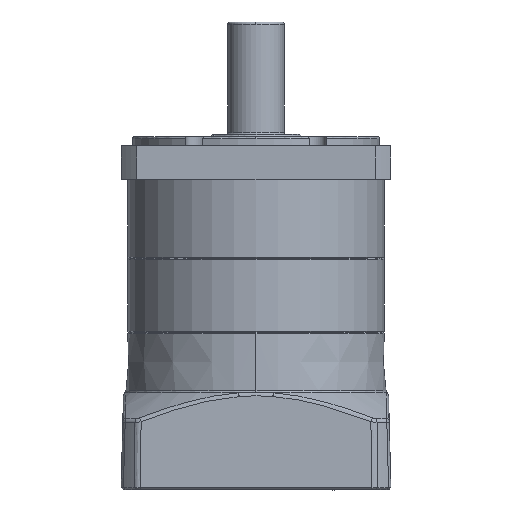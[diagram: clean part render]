
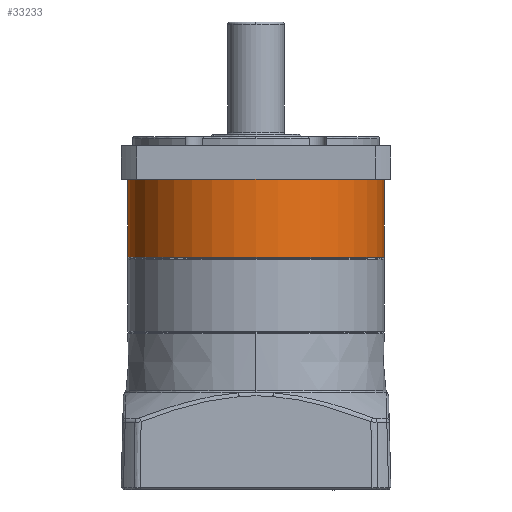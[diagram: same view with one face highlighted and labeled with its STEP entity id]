
A CAD part, front view. The second image highlights one B-rep face of the part: STEP entity #33233.
In plain terms, the highlighted cylindrical face has radius 57 mm (diameter 114 mm), a partial arc.
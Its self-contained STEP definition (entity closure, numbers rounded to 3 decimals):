
#1986 = LINE ( 'NONE', #33109, #21526 ) ;
#2472 = CIRCLE ( 'NONE', #9576, 57. ) ;
#2718 = CIRCLE ( 'NONE', #36983, 57. ) ;
#5023 = EDGE_CURVE ( 'NONE', #27130, #12349, #2472, .T. ) ;
#9316 = CYLINDRICAL_SURFACE ( 'NONE', #35578, 57. ) ;
#9524 = DIRECTION ( 'NONE',  ( 0., 0., -1. ) ) ;
#9576 = AXIS2_PLACEMENT_3D ( 'NONE', #20581, #20574, #20519 ) ;
#9895 = FACE_OUTER_BOUND ( 'NONE', #24621, .T. ) ;
#12157 = VERTEX_POINT ( 'NONE', #23596 ) ;
#12349 = VERTEX_POINT ( 'NONE', #20860 ) ;
#12854 = DIRECTION ( 'NONE',  ( 0., 0., -1. ) ) ;
#14022 = VERTEX_POINT ( 'NONE', #19531 ) ;
#15200 = CARTESIAN_POINT ( 'NONE',  ( 57., 0., 38. ) ) ;
#19531 = CARTESIAN_POINT ( 'NONE',  ( -57., 0., 3.4 ) ) ;
#20519 = DIRECTION ( 'NONE',  ( -1., 0., 0. ) ) ;
#20574 = DIRECTION ( 'NONE',  ( 0., 0., -1. ) ) ;
#20581 = CARTESIAN_POINT ( 'NONE',  ( 0., 0., 38. ) ) ;
#20860 = CARTESIAN_POINT ( 'NONE',  ( -57., 0., 38. ) ) ;
#21156 = ORIENTED_EDGE ( 'NONE', *, *, #33551, .F. ) ;
#21192 = CARTESIAN_POINT ( 'NONE',  ( 57., 0., 38. ) ) ;
#21526 = VECTOR ( 'NONE', #9524, 1000. ) ;
#23596 = CARTESIAN_POINT ( 'NONE',  ( 57., 0., 3.4 ) ) ;
#23621 = ORIENTED_EDGE ( 'NONE', *, *, #30362, .T. ) ;
#23800 = LINE ( 'NONE', #21192, #24411 ) ;
#24411 = VECTOR ( 'NONE', #24644, 1000. ) ;
#24485 = ORIENTED_EDGE ( 'NONE', *, *, #39488, .F. ) ;
#24621 = EDGE_LOOP ( 'NONE', ( #24485, #34888, #23621, #21156 ) ) ;
#24644 = DIRECTION ( 'NONE',  ( 0., 0., -1. ) ) ;
#26864 = CARTESIAN_POINT ( 'NONE',  ( 0., 0., 38. ) ) ;
#27130 = VERTEX_POINT ( 'NONE', #15200 ) ;
#30362 = EDGE_CURVE ( 'NONE', #12349, #14022, #1986, .T. ) ;
#33109 = CARTESIAN_POINT ( 'NONE',  ( -57., 0., 38. ) ) ;
#33233 = ADVANCED_FACE ( 'NONE', ( #9895 ), #9316, .T. ) ;
#33423 = CARTESIAN_POINT ( 'NONE',  ( 0., 0., 3.4 ) ) ;
#33551 = EDGE_CURVE ( 'NONE', #12157, #14022, #2718, .T. ) ;
#34888 = ORIENTED_EDGE ( 'NONE', *, *, #5023, .T. ) ;
#35578 = AXIS2_PLACEMENT_3D ( 'NONE', #26864, #43917, #37170 ) ;
#36854 = DIRECTION ( 'NONE',  ( 1., 0., 0. ) ) ;
#36983 = AXIS2_PLACEMENT_3D ( 'NONE', #33423, #12854, #36854 ) ;
#37170 = DIRECTION ( 'NONE',  ( -1., 0., 0. ) ) ;
#39488 = EDGE_CURVE ( 'NONE', #27130, #12157, #23800, .T. ) ;
#43917 = DIRECTION ( 'NONE',  ( 0., 0., -1. ) ) ;
